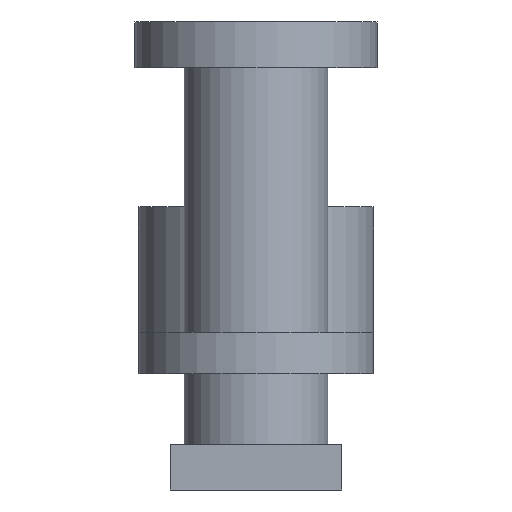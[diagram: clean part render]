
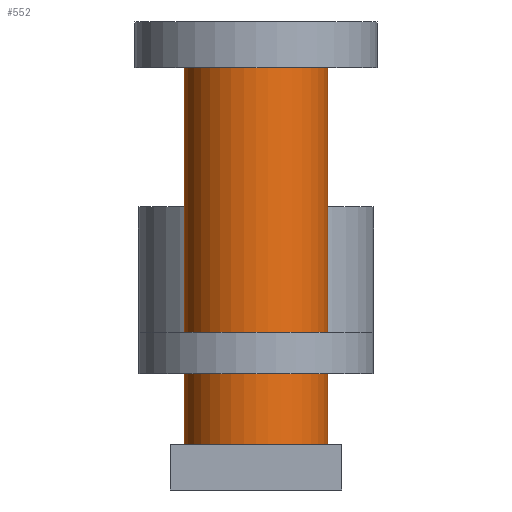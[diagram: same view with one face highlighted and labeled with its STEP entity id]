
A CAD part, left-side view. The second image highlights one B-rep face of the part: STEP entity #552.
In plain terms, the highlighted cylindrical face has radius 3.15 mm (diameter 6.3 mm), a full revolution.
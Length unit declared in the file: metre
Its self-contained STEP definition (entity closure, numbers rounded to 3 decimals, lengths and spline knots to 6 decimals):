
#148=ORIENTED_EDGE('',*,*,#242,.F.);
#149=ORIENTED_EDGE('',*,*,#243,.T.);
#242=EDGE_CURVE('',#296,#296,#338,.T.);
#243=EDGE_CURVE('',#297,#297,#339,.T.);
#296=VERTEX_POINT('',#1022);
#297=VERTEX_POINT('',#1024);
#338=CIRCLE('',#707,0.00315);
#339=CIRCLE('',#708,0.00315);
#388=EDGE_LOOP('',(#148));
#389=EDGE_LOOP('',(#149));
#468=FACE_BOUND('',#388,.T.);
#469=FACE_BOUND('',#389,.T.);
#525=CYLINDRICAL_SURFACE('',#706,0.00315);
#552=ADVANCED_FACE('',(#468,#469),#525,.T.);
#706=AXIS2_PLACEMENT_3D('',#1020,#836,#837);
#707=AXIS2_PLACEMENT_3D('',#1021,#838,#839);
#708=AXIS2_PLACEMENT_3D('',#1023,#840,#841);
#836=DIRECTION('',(0.,0.,-1.));
#837=DIRECTION('',(-1.,0.,0.));
#838=DIRECTION('',(0.,0.,1.));
#839=DIRECTION('',(1.,0.,0.));
#840=DIRECTION('',(0.,0.,1.));
#841=DIRECTION('',(1.,0.,0.));
#1020=CARTESIAN_POINT('',(-0.006,0.,0.0165));
#1021=CARTESIAN_POINT('',(-0.006,0.,0.0165));
#1022=CARTESIAN_POINT('',(-0.00285,0.,0.0165));
#1023=CARTESIAN_POINT('',(-0.006,0.,0.));
#1024=CARTESIAN_POINT('',(-0.00285,0.,0.));
